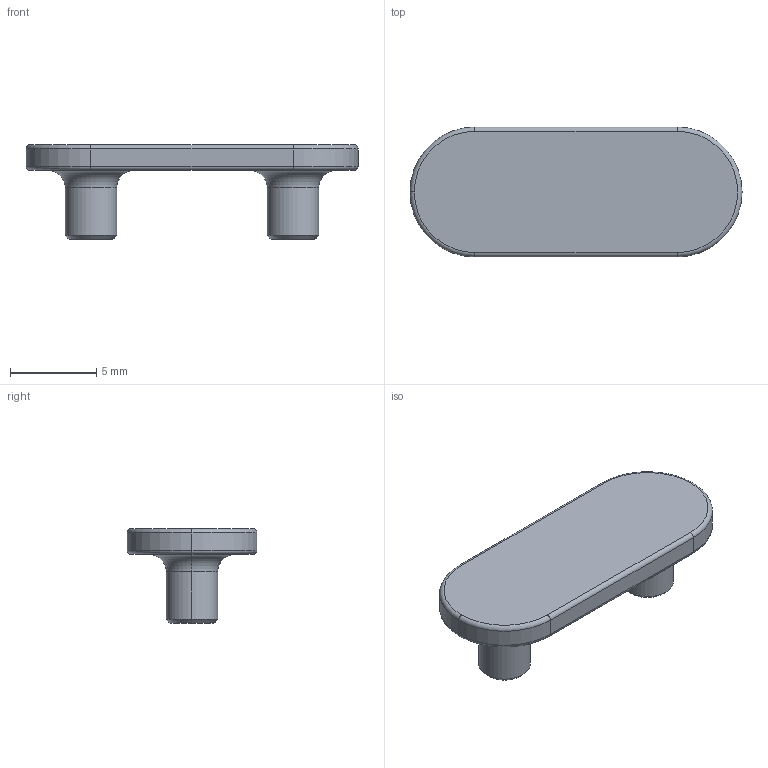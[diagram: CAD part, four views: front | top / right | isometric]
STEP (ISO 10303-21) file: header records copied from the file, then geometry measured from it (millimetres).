
FILE_DESCRIPTION (( 'STEP AP214' ), '1' );
FILE_NAME ('Pa_PAT toe_shim_10b.STEP', '2021-12-16T06:36:53', ( '' ), ( '' ), 'SwSTEP 2.0', 'SolidWorks 2017', '' );
FILE_SCHEMA (( 'AUTOMOTIVE_DESIGN' ));
Length unit declared in the file: millimetre
Products named in the file (1): Pa_PAT toe_shim_10b
Bounding box: 19.3 x 7.55 x 5.5 mm (x, y, z)
Volume: 259.7 mm3; surface area: 393.2 mm2
Topology: 1 solids, 1 shells, 31 faces, 63 edges, 36 vertices
Faces by surface type: cylinder 11, torus 10, plane 6, cone 4
Entity records: 849 total; most frequent: DIRECTION 169, CARTESIAN_POINT 131, ORIENTED_EDGE 126, AXIS2_PLACEMENT_3D 74, EDGE_CURVE 63, CIRCLE 42, VERTEX_POINT 36, EDGE_LOOP 33
